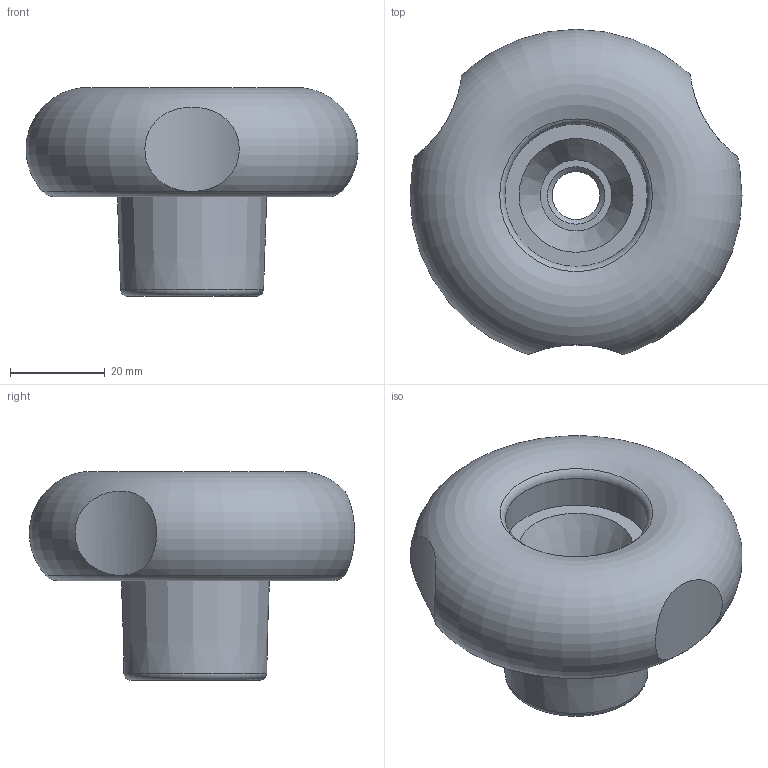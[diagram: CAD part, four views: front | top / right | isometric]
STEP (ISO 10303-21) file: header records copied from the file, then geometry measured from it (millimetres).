
FILE_DESCRIPTION( ( 'Unknown' ), '1' );
FILE_NAME( '6309090_VTB70_FP_M12.stp', 'Unknown', ( 'Unknown' ), ( 'Unknown' ), 'PSStep 11.0', 'Unknown', ' ' );
FILE_SCHEMA( ( 'AUTOMOTIVE_DESIGN { 1 0 10303 214 1 1 1 1 }' ) );
Length unit declared in the file: millimetre
Products named in the file (1): 6390090
Bounding box: 69.95 x 68.55 x 43.98 mm (x, y, z)
Volume: 67729.6 mm3; surface area: 17158.6 mm2
Topology: 1 solids, 1 shells, 48 faces, 129 edges, 80 vertices
Faces by surface type: cylinder 22, plane 16, torus 6, cone 4
Full cylindrical faces by diameter (mm): 10.106 x1, 30 x1, 50 x1
Entity records: 2346 total; most frequent: CARTESIAN_POINT 840, DIRECTION 224, ORIENTED_EDGE 220, EDGE_CURVE 110, AXIS2_PLACEMENT_3D 92, VERTEX_POINT 74, EDGE_LOOP 68, FACE_OUTER_BOUND 57
